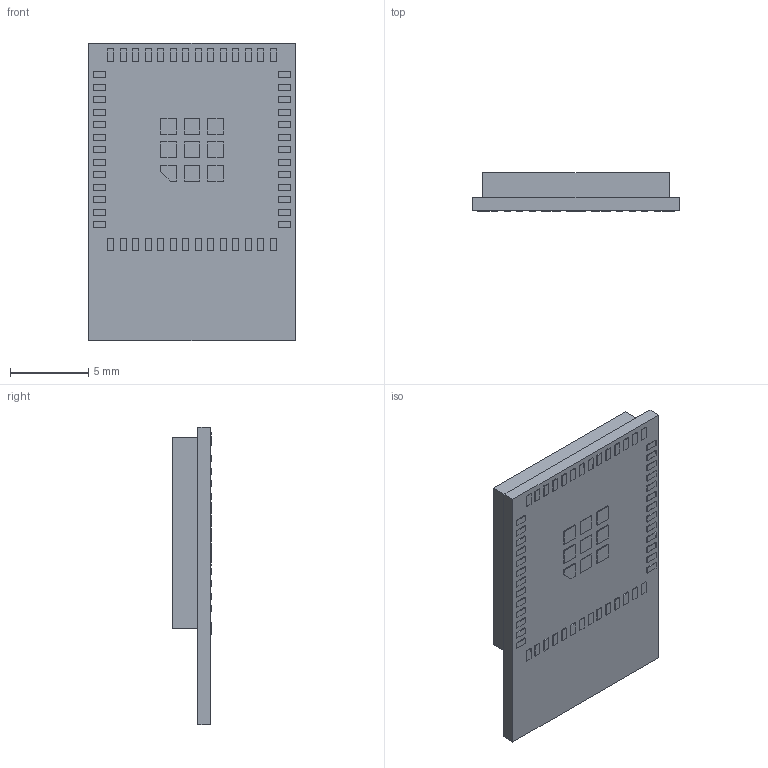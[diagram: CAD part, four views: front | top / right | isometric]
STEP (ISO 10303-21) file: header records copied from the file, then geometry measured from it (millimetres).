
FILE_DESCRIPTION(/* description */ (''),/* implementation_level */ '2;1');
FILE_NAME(/* name */ 'ESP32-mini-1 v1.step',/* time_stamp */ '2021-06-27T18:39:37+02:00',/* author */ (''),/* organization */ (''),/* preprocessor_version */ 'ST-DEVELOPER v18.1',/* originating_system */ 'Autodesk Translation Framework v10.9.0.1377',/* authorisation */ '');
FILE_SCHEMA (('AUTOMOTIVE_DESIGN { 1 0 10303 214 3 1 1 }'));
Length unit declared in the file: millimetre
Products named in the file (4): ESP32-mini-1; FR4-PCB; ALU-CAP; Component3
Assembly tree (3 placements, depth 2):
  ESP32-mini-1
    FR4-PCB
    ALU-CAP
    Component3
Bounding box: 13.2 x 2.45 x 19 mm (x, y, z)
Volume: 436.2 mm3; surface area: 983.8 mm2
Topology: 65 solids, 65 shells, 391 faces, 783 edges, 522 vertices
Faces by surface type: plane 391
Entity records: 10002 total; most frequent: CARTESIAN_POINT 1704, DIRECTION 1581, ORIENTED_EDGE 1566, LINE 783, VECTOR 783, EDGE_CURVE 783, VERTEX_POINT 522, AXIS2_PLACEMENT_3D 399
